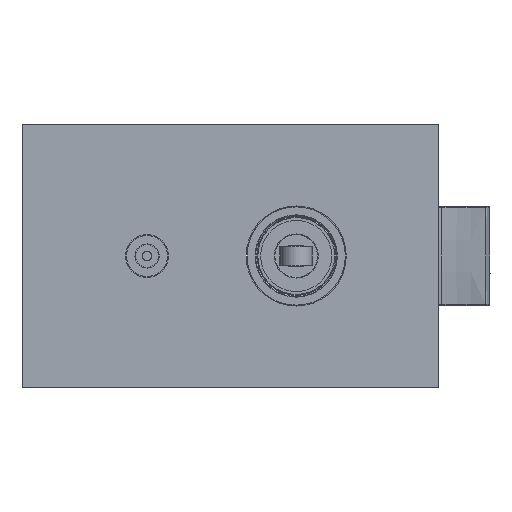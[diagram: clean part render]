
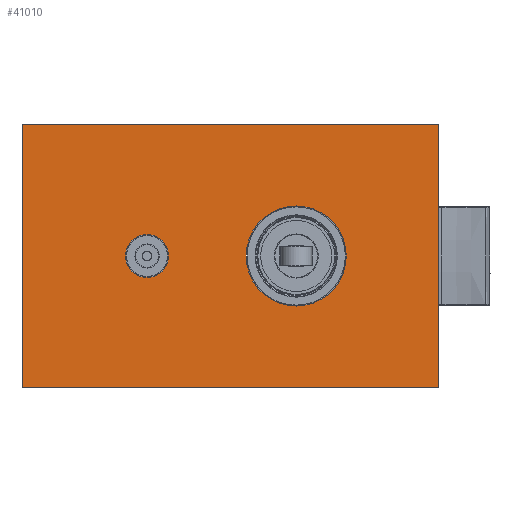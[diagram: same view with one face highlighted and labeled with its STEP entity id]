
A CAD part, left-side view. The second image highlights one B-rep face of the part: STEP entity #41010.
In plain terms, the highlighted planar face has unit normal (-1, 0, 0).
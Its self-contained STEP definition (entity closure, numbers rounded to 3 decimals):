
#40829=DIRECTION('',(0.,1.,0.));
#40830=VECTOR('',#40829,190.);
#40831=CARTESIAN_POINT('',(57.5,-133.,-60.));
#40832=LINE('',#40831,#40830);
#40833=DIRECTION('',(0.,0.,1.));
#40834=VECTOR('',#40833,120.);
#40835=CARTESIAN_POINT('',(57.5,57.,-60.));
#40836=LINE('',#40835,#40834);
#40837=DIRECTION('',(0.,-1.,0.));
#40838=VECTOR('',#40837,190.);
#40839=CARTESIAN_POINT('',(57.5,57.,60.));
#40840=LINE('',#40839,#40838);
#40841=DIRECTION('',(0.,0.,-1.));
#40842=VECTOR('',#40841,120.);
#40843=CARTESIAN_POINT('',(57.5,-133.,60.));
#40844=LINE('',#40843,#40842);
#40845=CARTESIAN_POINT('',(57.5,-68.,0.));
#40846=DIRECTION('',(-1.,0.,0.));
#40847=DIRECTION('',(0.,0.,1.));
#40848=AXIS2_PLACEMENT_3D('',#40845,#40846,#40847);
#40850=CARTESIAN_POINT('',(57.5,-68.,0.));
#40851=DIRECTION('',(-1.,0.,0.));
#40852=DIRECTION('',(0.,0.,-1.));
#40853=AXIS2_PLACEMENT_3D('',#40850,#40851,#40852);
#40855=CARTESIAN_POINT('',(57.5,0.,0.));
#40856=DIRECTION('',(-1.,0.,0.));
#40857=DIRECTION('',(0.,0.,1.));
#40858=AXIS2_PLACEMENT_3D('',#40855,#40856,#40857);
#40860=CARTESIAN_POINT('',(57.5,0.,0.));
#40861=DIRECTION('',(-1.,0.,0.));
#40862=DIRECTION('',(0.,0.,-1.));
#40863=AXIS2_PLACEMENT_3D('',#40860,#40861,#40862);
#40929=CARTESIAN_POINT('',(57.5,-68.,22.8));
#40930=CARTESIAN_POINT('',(57.5,-68.,-22.8));
#40931=VERTEX_POINT('',#40929);
#40932=VERTEX_POINT('',#40930);
#40933=CARTESIAN_POINT('',(57.5,0.,9.75));
#40934=CARTESIAN_POINT('',(57.5,0.,-9.75));
#40935=VERTEX_POINT('',#40933);
#40936=VERTEX_POINT('',#40934);
#40937=CARTESIAN_POINT('',(57.5,-133.,-60.));
#40938=CARTESIAN_POINT('',(57.5,57.,-60.));
#40939=VERTEX_POINT('',#40937);
#40940=VERTEX_POINT('',#40938);
#40941=CARTESIAN_POINT('',(57.5,57.,60.));
#40942=VERTEX_POINT('',#40941);
#40943=CARTESIAN_POINT('',(57.5,-133.,60.));
#40944=VERTEX_POINT('',#40943);
#40984=CARTESIAN_POINT('',(57.5,-38.,0.));
#40985=DIRECTION('',(1.,0.,0.));
#40986=DIRECTION('',(0.,0.,1.));
#40987=AXIS2_PLACEMENT_3D('',#40984,#40985,#40986);
#40988=PLANE('',#40987);
#40990=ORIENTED_EDGE('',*,*,#40989,.T.);
#40992=ORIENTED_EDGE('',*,*,#40991,.T.);
#40994=ORIENTED_EDGE('',*,*,#40993,.T.);
#40995=ORIENTED_EDGE('',*,*,#40966,.T.);
#40996=EDGE_LOOP('',(#40990,#40992,#40994,#40995));
#40997=FACE_OUTER_BOUND('',#40996,.F.);
#40999=ORIENTED_EDGE('',*,*,#40998,.T.);
#41001=ORIENTED_EDGE('',*,*,#41000,.T.);
#41002=EDGE_LOOP('',(#40999,#41001));
#41003=FACE_BOUND('',#41002,.F.);
#41005=ORIENTED_EDGE('',*,*,#41004,.T.);
#41007=ORIENTED_EDGE('',*,*,#41006,.T.);
#41008=EDGE_LOOP('',(#41005,#41007));
#41009=FACE_BOUND('',#41008,.F.);
#41010=ADVANCED_FACE('',(#40997,#41003,#41009),#40988,.F.);
#40849=CIRCLE('',#40848,22.8);
#40854=CIRCLE('',#40853,22.8);
#40859=CIRCLE('',#40858,9.75);
#40864=CIRCLE('',#40863,9.75);
#40966=EDGE_CURVE('',#40944,#40939,#40844,.T.);
#40989=EDGE_CURVE('',#40939,#40940,#40832,.T.);
#40991=EDGE_CURVE('',#40940,#40942,#40836,.T.);
#40993=EDGE_CURVE('',#40942,#40944,#40840,.T.);
#40998=EDGE_CURVE('',#40931,#40932,#40849,.T.);
#41000=EDGE_CURVE('',#40932,#40931,#40854,.T.);
#41004=EDGE_CURVE('',#40935,#40936,#40859,.T.);
#41006=EDGE_CURVE('',#40936,#40935,#40864,.T.);
